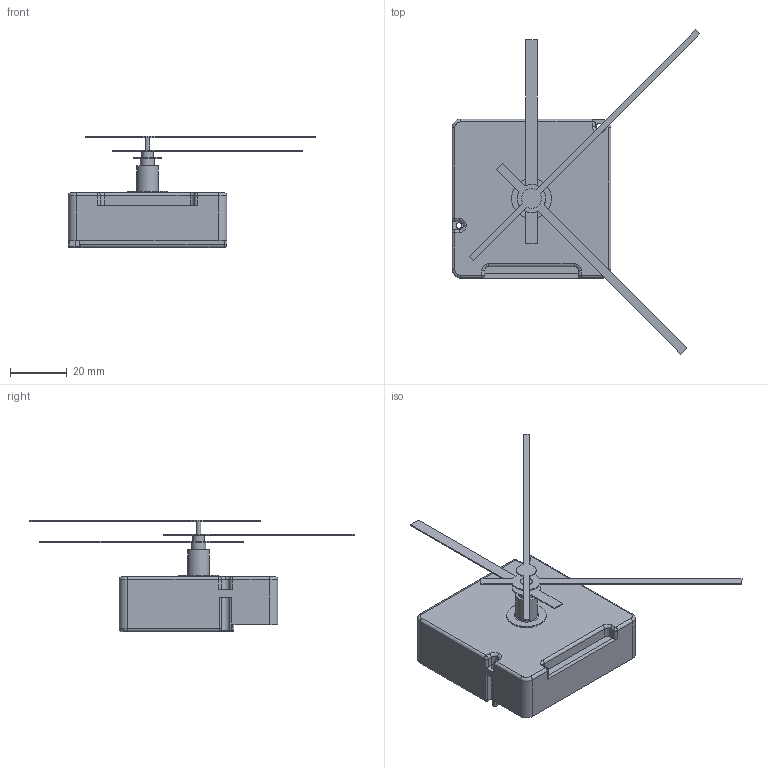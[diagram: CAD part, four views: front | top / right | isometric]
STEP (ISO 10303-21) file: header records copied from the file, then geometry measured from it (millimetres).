
FILE_DESCRIPTION(('FreeCAD Model'),'2;1');
FILE_NAME('Open CASCADE Shape Model','2025-05-19T03:36:18',(''),(''), 'Open CASCADE STEP processor 7.8','FreeCAD','Unknown');
FILE_SCHEMA(('AUTOMOTIVE_DESIGN { 1 0 10303 214 1 1 1 1 }'));
Length unit declared in the file: millimetre
Products named in the file (8): ClockModule; Case; PCB; Axle; HandAxle; HourHand; MinuteHand; SecondHand
Assembly tree (7 placements, depth 2):
  ClockModule
    Case
    PCB
    Axle
    HandAxle
    HourHand
    MinuteHand
    SecondHand
Bounding box: 87.4 x 114.2 x 39.2 mm (x, y, z)
Volume: 49546.7 mm3; surface area: 16850.9 mm2
Topology: 7 solids, 7 shells, 167 faces, 408 edges, 248 vertices
Faces by surface type: cylinder 70, plane 69, torus 17, sphere 11
Full cylindrical faces by diameter (mm): 1.6 x1, 2 x2, 4.2 x2, 5 x2, 5.7 x1, 7.7 x1, 8.7 x2, 14 x1
Entity records: 5070 total; most frequent: DIRECTION 914, CARTESIAN_POINT 857, ORIENTED_EDGE 794, EDGE_CURVE 397, AXIS2_PLACEMENT_3D 345, VERTEX_POINT 248, LINE 224, VECTOR 224
